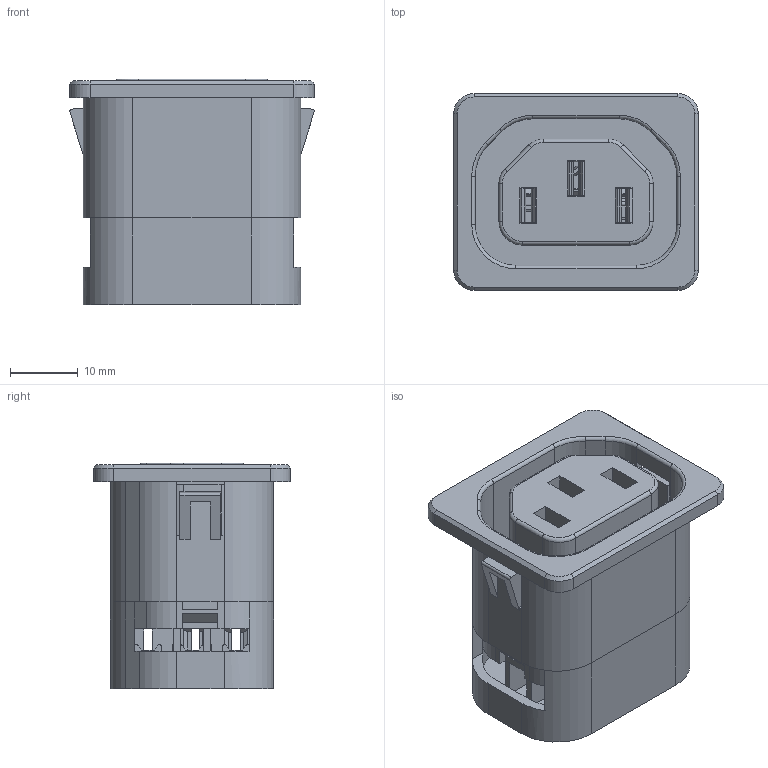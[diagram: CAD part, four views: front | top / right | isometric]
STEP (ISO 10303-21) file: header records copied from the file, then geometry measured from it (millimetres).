
FILE_DESCRIPTION (( 'STEP AP214' ), '1' );
FILE_NAME ('SS-130B.STEP', '2020-02-24T01:16:35', ( '' ), ( '' ), 'SwSTEP 2.0', 'SolidWorks 2016', '' );
FILE_SCHEMA (( 'AUTOMOTIVE_DESIGN' ));
Length unit declared in the file: millimetre
Products named in the file (5): SS130BA; SS130B-001; SS130B-002; SS130A; SS-130B
Assembly tree (5 placements, depth 2):
  SS-130B
    SS130A
    SS130B-002  x2
    SS130B-001
    SS130BA
Bounding box: 36 x 29 x 33.2 mm (x, y, z)
Volume: 11261.5 mm3; surface area: 16401 mm2
Topology: 5 solids, 5 shells, 792 faces, 2233 edges, 1456 vertices
Faces by surface type: plane 602, cylinder 166, torus 12, sphere 8, cone 4
Entity records: 22352 total; most frequent: CARTESIAN_POINT 3963, ORIENTED_EDGE 3898, DIRECTION 3662, EDGE_CURVE 1949, VECTOR 1618, LINE 1618, VERTEX_POINT 1275, AXIS2_PLACEMENT_3D 1022
